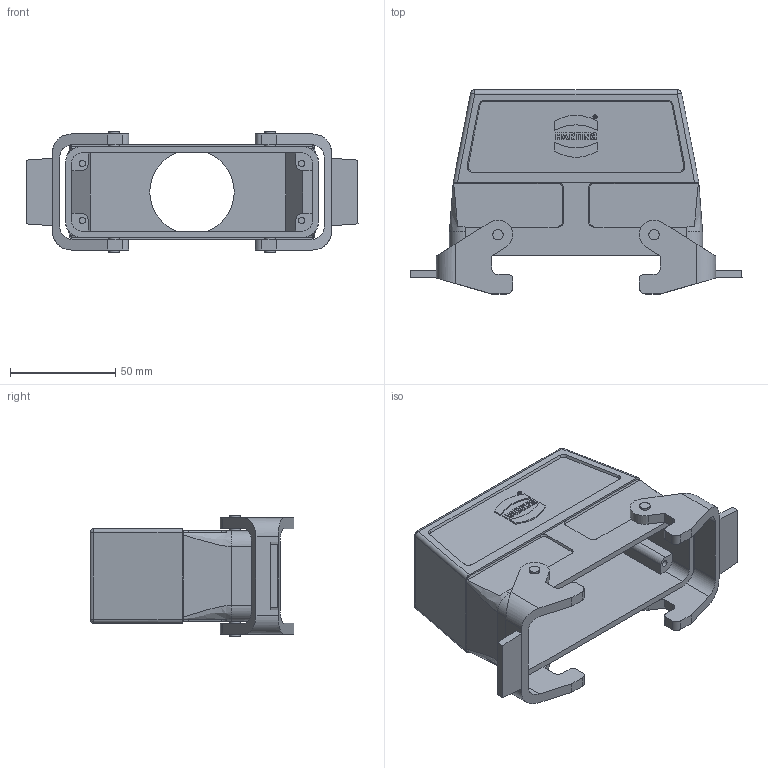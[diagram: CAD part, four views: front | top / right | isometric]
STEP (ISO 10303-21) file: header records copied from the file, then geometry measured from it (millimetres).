
FILE_DESCRIPTION(/* description */ (''),/* implementation_level */ '2;1');
FILE_NAME(/* name */ '100110542ugm000_b.stp',/* time_stamp */ '2017-11-03T10:20:22+01:00',/* author */ (''),/* organization */ (''),/* preprocessor_version */ 'ST-DEVELOPER v16',/* originating_system */ 'SIEMENS PLM Software NX 10.0',/* authorisation */ '');
FILE_SCHEMA (('AUTOMOTIVE_DESIGN { 1 0 10303 214 3 1 1 1 }'));
Length unit declared in the file: millimetre
Products named in the file (1): 100110542ugm000_b
Bounding box: 157.4 x 96.7 x 57 mm (x, y, z)
Volume: 108404.9 mm3; surface area: 66911 mm2
Topology: 1 solids, 1 shells, 313 faces, 820 edges, 539 vertices
Faces by surface type: plane 212, cylinder 60, bspline 25, cone 16
Full cylindrical faces by diameter (mm): 1.507 x1, 1.972 x1, 3 x4, 4.9 x8, 40 x1
Entity records: 12305 total; most frequent: CARTESIAN_POINT 3200, ORIENTED_EDGE 1602, DIRECTION 1449, EDGE_CURVE 801, LINE 575, VECTOR 575, VERTEX_POINT 536, AXIS2_PLACEMENT_3D 437
